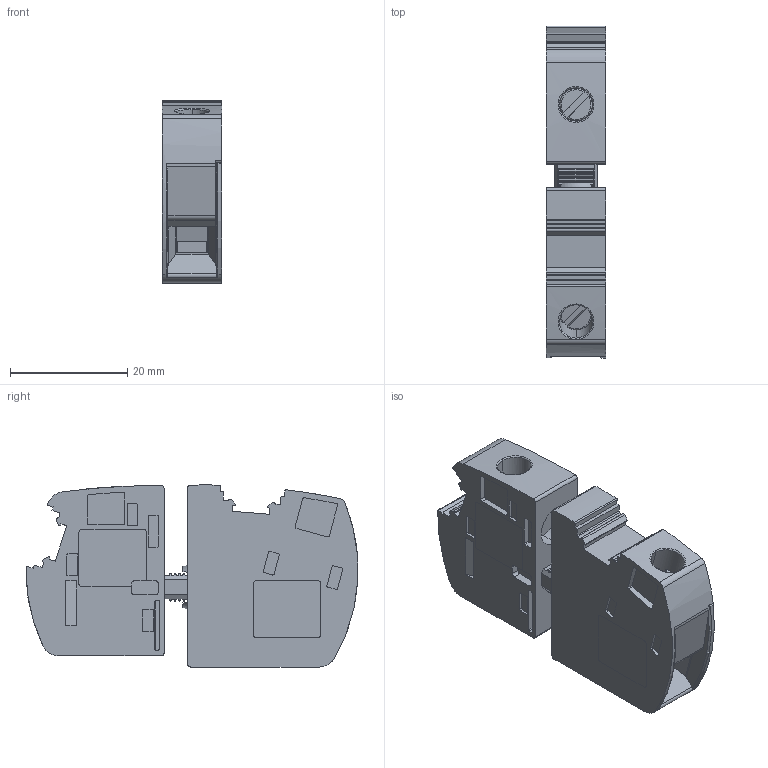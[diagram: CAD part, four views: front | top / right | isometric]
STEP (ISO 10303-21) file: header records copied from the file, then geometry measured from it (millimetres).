
FILE_DESCRIPTION(('Creo Elements/Direct Modeling STEP Export'),'2;1');
FILE_NAME('model.stp','2020-07-20T 6:27:00',(''),(''),'Creo Elements/Direct Modeling STEP processor for AP214 (Solid Model)','Creo Elements/Direct Modeling 20.1A 29-Sep-2018 (C) Parametric Technology GmbH','');
FILE_SCHEMA(('AUTOMOTIVE_DESIGN { 1 0 10303 214 1 1 1 1 }'));
Length unit declared in the file: millimetre
Products named in the file (4): PK_UW_10; KK_PC_16_M4; AC_SCHR_ZYL_M4X9_3; UW_10
Assembly tree (5 placements, depth 2):
  UW_10
    KK_PC_16_M4  x2
    AC_SCHR_ZYL_M4X9_3  x2
    PK_UW_10
Bounding box: 10.1 x 56.52 x 31 mm (x, y, z)
Volume: 11017.7 mm3; surface area: 9456.4 mm2
Topology: 5 solids, 5 shells, 597 faces, 1652 edges, 1116 vertices
Faces by surface type: plane 359, cylinder 184, cone 24, extrusion 14, torus 10, bspline 6
Entity records: 24920 total; most frequent: CARTESIAN_POINT 5845, ORIENTED_EDGE 3132, DIRECTION 2867, EDGE_CURVE 1566, VERTEX_POINT 1058, VECTOR 1045, LINE 1031, AXIS2_PLACEMENT_3D 911
